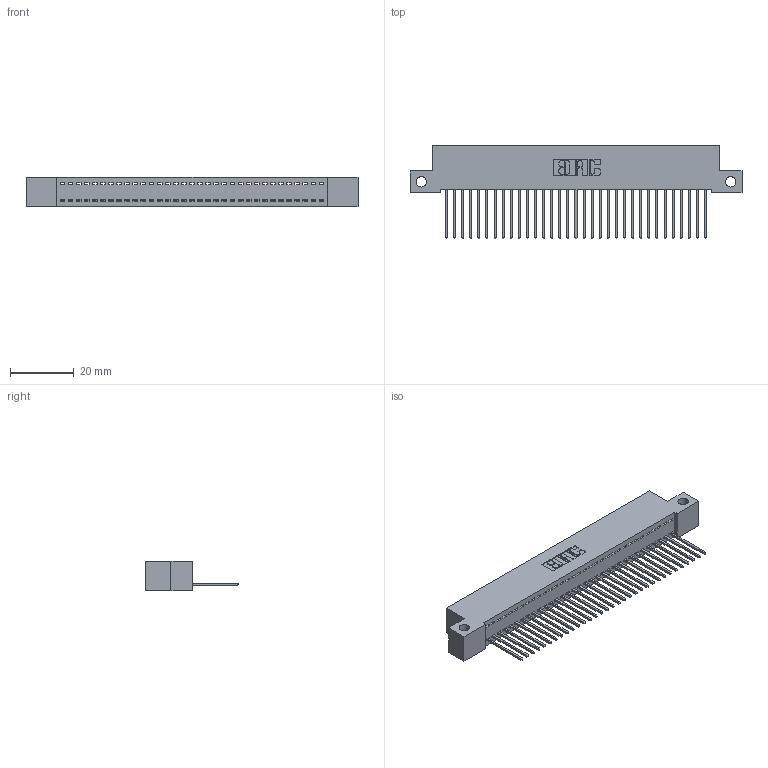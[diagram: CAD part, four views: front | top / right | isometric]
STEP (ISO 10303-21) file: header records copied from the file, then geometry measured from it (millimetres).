
FILE_DESCRIPTION (( 'STEP AP203' ), '1' );
FILE_NAME ('392-033-540-112.STEP', '2018-08-16T00:51:21', ( '' ), ( '' ), 'SwSTEP 2.0', 'SolidWorks 2016', '' );
FILE_SCHEMA (( 'CONFIG_CONTROL_DESIGN' ));
Length unit declared in the file: inch
Products named in the file (3): 345-292-001_345-293-140; 392-033-540-112; 342 Part_Side Mount
Assembly tree (34 placements, depth 2):
  392-033-540-112
    342 Part_Side Mount
    345-292-001_345-293-140  x33
Bounding box: 104.14 x 29.47 x 9.4 mm (x, y, z)
Volume: 9068.6 mm3; surface area: 13294.7 mm2
Topology: 34 solids, 34 shells, 2024 faces, 6107 edges, 4026 vertices
Faces by surface type: plane 1452, cylinder 572
Entity records: 21227 total; most frequent: CARTESIAN_POINT 3669, ORIENTED_EDGE 3638, DIRECTION 3113, EDGE_CURVE 1819, VECTOR 1691, LINE 1691, VERTEX_POINT 1210, AXIS2_PLACEMENT_3D 711
